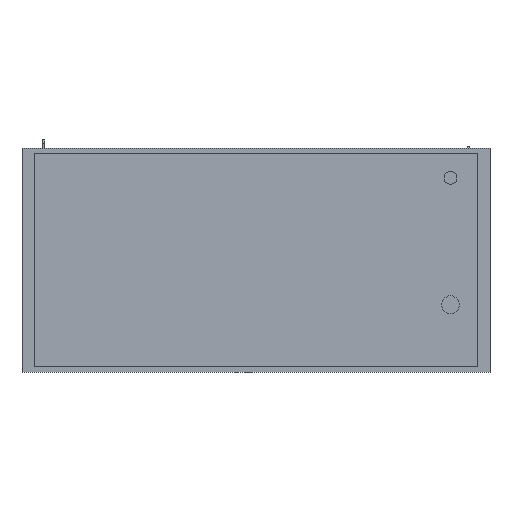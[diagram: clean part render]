
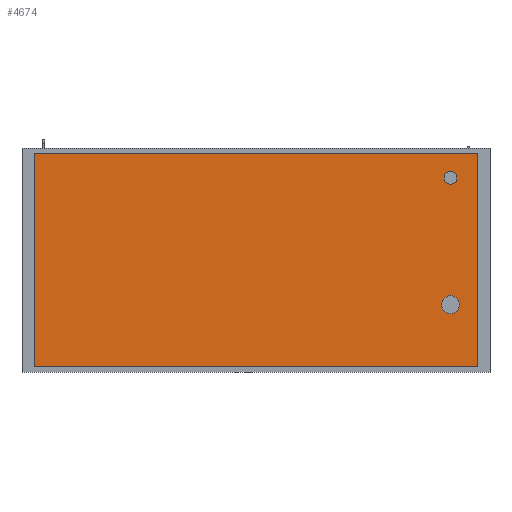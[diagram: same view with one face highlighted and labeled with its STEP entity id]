
A CAD part, front view. The second image highlights one B-rep face of the part: STEP entity #4674.
In plain terms, the highlighted planar face has unit normal (0, -1, 0).
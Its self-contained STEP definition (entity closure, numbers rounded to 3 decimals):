
#285=FACE_OUTER_BOUND('',#576,.T.);
#576=EDGE_LOOP('',(#3127,#3128,#3129,#3130));
#874=LINE('',#6845,#1421);
#878=LINE('',#6853,#1425);
#881=LINE('',#6859,#1428);
#884=LINE('',#6864,#1431);
#1421=VECTOR('',#5453,10.);
#1425=VECTOR('',#5459,10.);
#1428=VECTOR('',#5464,10.);
#1431=VECTOR('',#5469,10.);
#1964=VERTEX_POINT('',#6843);
#1965=VERTEX_POINT('',#6844);
#1968=VERTEX_POINT('',#6852);
#1970=VERTEX_POINT('',#6858);
#2418=EDGE_CURVE('',#1964,#1965,#874,.T.);
#2422=EDGE_CURVE('',#1968,#1964,#878,.T.);
#2425=EDGE_CURVE('',#1970,#1968,#881,.T.);
#2428=EDGE_CURVE('',#1965,#1970,#884,.T.);
#3127=ORIENTED_EDGE('',*,*,#2428,.F.);
#3128=ORIENTED_EDGE('',*,*,#2418,.F.);
#3129=ORIENTED_EDGE('',*,*,#2422,.F.);
#3130=ORIENTED_EDGE('',*,*,#2425,.F.);
#4447=PLANE('',#5017);
#4674=ADVANCED_FACE('',(#285),#4447,.F.);
#5017=AXIS2_PLACEMENT_3D('',#6867,#5473,#5474);
#5453=DIRECTION('',(0.,0.,1.));
#5459=DIRECTION('',(-1.,0.,0.));
#5464=DIRECTION('',(0.,0.,-1.));
#5469=DIRECTION('',(1.,0.,0.));
#5473=DIRECTION('center_axis',(0.,1.,0.));
#5474=DIRECTION('ref_axis',(0.,0.,1.));
#6843=CARTESIAN_POINT('',(-687.5,0.,-330.));
#6844=CARTESIAN_POINT('',(-687.5,0.,330.));
#6845=CARTESIAN_POINT('',(-687.5,0.,-330.));
#6852=CARTESIAN_POINT('',(687.5,0.,-330.));
#6853=CARTESIAN_POINT('',(687.5,0.,-330.));
#6858=CARTESIAN_POINT('',(687.5,0.,330.));
#6859=CARTESIAN_POINT('',(687.5,0.,330.));
#6864=CARTESIAN_POINT('',(-687.5,0.,330.));
#6867=CARTESIAN_POINT('Origin',(0.,0.,0.));
